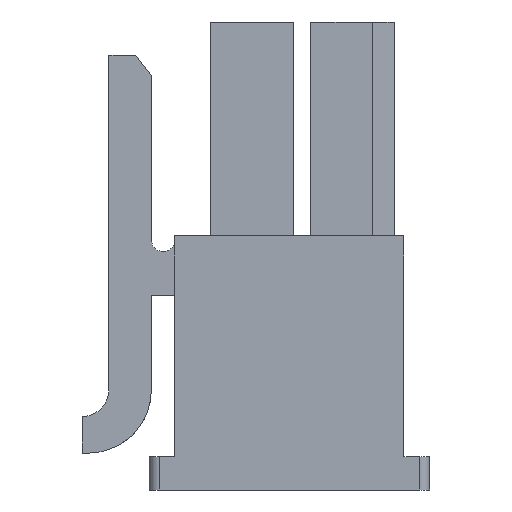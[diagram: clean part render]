
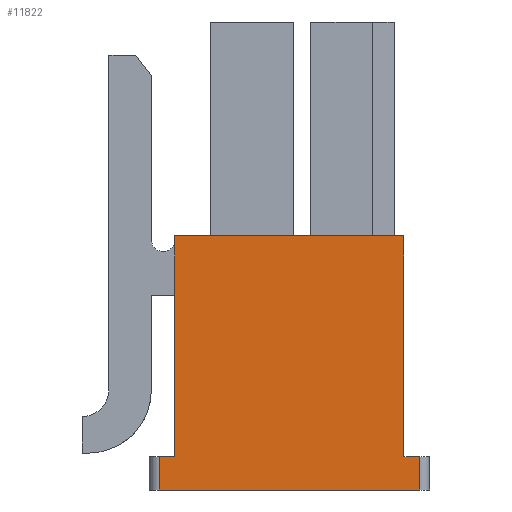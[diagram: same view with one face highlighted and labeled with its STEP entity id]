
A CAD part, front view. The second image highlights one B-rep face of the part: STEP entity #11822.
In plain terms, the highlighted planar face has unit normal (0, -1, 0).
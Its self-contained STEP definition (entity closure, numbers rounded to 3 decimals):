
#1690=ORIENTED_EDGE('',*,*,#4664,.F.);
#1691=ORIENTED_EDGE('',*,*,#4671,.T.);
#1692=ORIENTED_EDGE('',*,*,#4672,.F.);
#1693=ORIENTED_EDGE('',*,*,#4673,.T.);
#1694=ORIENTED_EDGE('',*,*,#4649,.F.);
#1695=ORIENTED_EDGE('',*,*,#4571,.F.);
#1696=ORIENTED_EDGE('',*,*,#4674,.F.);
#1697=ORIENTED_EDGE('',*,*,#4675,.T.);
#4571=EDGE_CURVE('',#6009,#6010,#7342,.T.);
#4649=EDGE_CURVE('',#6010,#6085,#7420,.T.);
#4664=EDGE_CURVE('',#6095,#6096,#7432,.T.);
#4671=EDGE_CURVE('',#6095,#6101,#7436,.F.);
#4672=EDGE_CURVE('',#6102,#6101,#7437,.T.);
#4673=EDGE_CURVE('',#6102,#6085,#7438,.T.);
#4674=EDGE_CURVE('',#6103,#6009,#7439,.T.);
#4675=EDGE_CURVE('',#6103,#6096,#7440,.T.);
#6009=VERTEX_POINT('',#18143);
#6010=VERTEX_POINT('',#18145);
#6085=VERTEX_POINT('',#18299);
#6095=VERTEX_POINT('',#18326);
#6096=VERTEX_POINT('',#18328);
#6101=VERTEX_POINT('',#18341);
#6102=VERTEX_POINT('',#18343);
#6103=VERTEX_POINT('',#18346);
#7342=LINE('',#18144,#9013);
#7420=LINE('',#18298,#9091);
#7432=LINE('',#18327,#9103);
#7436=LINE('',#18340,#9107);
#7437=LINE('',#18342,#9108);
#7438=LINE('',#18344,#9109);
#7439=LINE('',#18345,#9110);
#7440=LINE('',#18347,#9111);
#9013=VECTOR('',#14503,1000.);
#9091=VECTOR('',#14583,1000.);
#9103=VECTOR('',#14607,1000.);
#9107=VECTOR('',#14619,1000.);
#9108=VECTOR('',#14620,1000.);
#9109=VECTOR('',#14621,1000.);
#9110=VECTOR('',#14622,1000.);
#9111=VECTOR('',#14623,1000.);
#9851=EDGE_LOOP('',(#1690,#1691,#1692,#1693,#1694,#1695,#1696,#1697));
#10550=FACE_BOUND('',#9851,.T.);
#11190=PLANE('',#12488);
#11822=ADVANCED_FACE('',(#10550),#11190,.F.);
#12488=AXIS2_PLACEMENT_3D('',#18339,#14617,#14618);
#14503=DIRECTION('',(0.,0.,1.));
#14583=DIRECTION('',(1.,0.,0.));
#14607=DIRECTION('',(-1.,0.,0.));
#14617=DIRECTION('',(0.,1.,0.));
#14618=DIRECTION('',(0.,0.,1.));
#14619=DIRECTION('',(0.,0.,-1.));
#14620=DIRECTION('',(1.,0.,0.));
#14621=DIRECTION('',(0.,0.,1.));
#14622=DIRECTION('',(1.,0.,0.));
#14623=DIRECTION('',(0.,0.,-1.));
#18143=CARTESIAN_POINT('',(-3.815,-10.925,-2.8));
#18144=CARTESIAN_POINT('',(-3.815,-10.925,-3.8));
#18145=CARTESIAN_POINT('',(-3.815,-10.925,3.8));
#18298=CARTESIAN_POINT('',(-3.815,-10.925,3.8));
#18299=CARTESIAN_POINT('',(3.04,-10.925,3.8));
#18326=CARTESIAN_POINT('',(3.515,-10.925,-3.8));
#18327=CARTESIAN_POINT('',(3.815,-10.925,-3.8));
#18328=CARTESIAN_POINT('',(-4.285,-10.925,-3.8));
#18339=CARTESIAN_POINT('',(0.,-10.925,0.));
#18340=CARTESIAN_POINT('',(3.515,-10.925,-2.8));
#18341=CARTESIAN_POINT('',(3.515,-10.925,-2.8));
#18342=CARTESIAN_POINT('',(0.,-10.925,-2.8));
#18343=CARTESIAN_POINT('',(3.04,-10.925,-2.8));
#18344=CARTESIAN_POINT('',(3.04,-10.925,-2.8));
#18345=CARTESIAN_POINT('',(-4.585,-10.925,-2.8));
#18346=CARTESIAN_POINT('',(-4.285,-10.925,-2.8));
#18347=CARTESIAN_POINT('',(-4.285,-10.925,0.));
